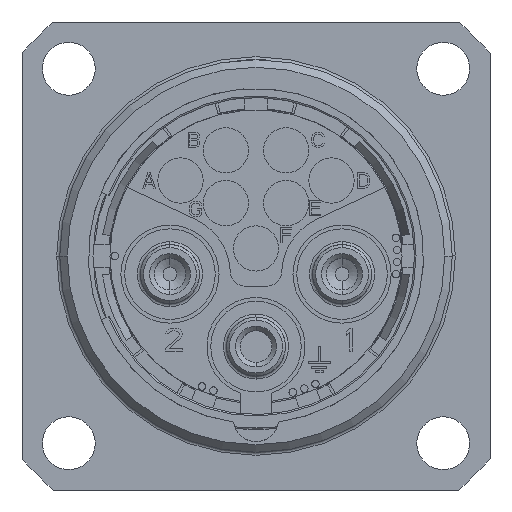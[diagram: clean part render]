
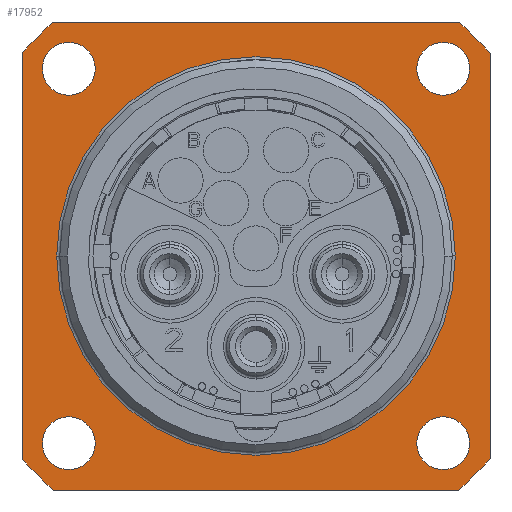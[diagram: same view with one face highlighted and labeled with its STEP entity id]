
A CAD part, left-side view. The second image highlights one B-rep face of the part: STEP entity #17952.
In plain terms, the highlighted planar face has unit normal (-1, 0, 0).
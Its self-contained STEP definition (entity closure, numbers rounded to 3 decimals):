
#84=CARTESIAN_POINT('',(10.8,15.5,-15.5));
#85=DIRECTION('',(1.,0.,0.));
#86=DIRECTION('',(0.,1.,0.));
#87=AXIS2_PLACEMENT_3D('',#84,#85,#86);
#99=CARTESIAN_POINT('',(10.8,15.5,-15.5));
#100=DIRECTION('',(1.,0.,0.));
#101=DIRECTION('',(0.,-1.,0.));
#102=AXIS2_PLACEMENT_3D('',#99,#100,#101);
#112=CARTESIAN_POINT('',(10.8,15.5,-15.5));
#113=DIRECTION('',(-1.,0.,0.));
#114=DIRECTION('',(0.,0.756,-0.654));
#115=AXIS2_PLACEMENT_3D('',#112,#113,#114);
#117=DIRECTION('',(0.,0.,-1.));
#118=VECTOR('',#117,26.833);
#119=CARTESIAN_POINT('',(10.8,31.,-2.084));
#120=LINE('2126',#119,#118);
#121=CARTESIAN_POINT('',(10.8,15.5,-15.5));
#122=DIRECTION('',(-1.,0.,0.));
#123=DIRECTION('',(0.,0.654,0.756));
#124=AXIS2_PLACEMENT_3D('',#121,#122,#123);
#126=DIRECTION('',(0.,1.,0.));
#127=VECTOR('',#126,26.833);
#128=CARTESIAN_POINT('',(10.8,2.084,0.));
#129=LINE('2125',#128,#127);
#130=CARTESIAN_POINT('',(10.8,15.5,-15.5));
#131=DIRECTION('',(-1.,0.,0.));
#132=DIRECTION('',(0.,-0.756,0.654));
#133=AXIS2_PLACEMENT_3D('',#130,#131,#132);
#135=DIRECTION('',(0.,0.,1.));
#136=VECTOR('',#135,26.833);
#137=CARTESIAN_POINT('',(10.8,0.,-28.916));
#138=LINE('2124',#137,#136);
#139=CARTESIAN_POINT('',(10.8,15.5,-15.5));
#140=DIRECTION('',(-1.,0.,0.));
#141=DIRECTION('',(0.,-0.654,-0.756));
#142=AXIS2_PLACEMENT_3D('',#139,#140,#141);
#144=DIRECTION('',(0.,-1.,0.));
#145=VECTOR('',#144,26.833);
#146=CARTESIAN_POINT('',(10.8,28.916,-31.));
#147=LINE('2123',#146,#145);
#148=CARTESIAN_POINT('',(10.8,27.9,-3.1));
#149=DIRECTION('',(1.,0.,0.));
#150=DIRECTION('',(0.,1.,0.));
#151=AXIS2_PLACEMENT_3D('',#148,#149,#150);
#153=CARTESIAN_POINT('',(10.8,27.9,-3.1));
#154=DIRECTION('',(1.,0.,0.));
#155=DIRECTION('',(0.,-1.,0.));
#156=AXIS2_PLACEMENT_3D('',#153,#154,#155);
#158=CARTESIAN_POINT('',(10.8,3.1,-3.1));
#159=DIRECTION('',(1.,0.,0.));
#160=DIRECTION('',(0.,1.,0.));
#161=AXIS2_PLACEMENT_3D('',#158,#159,#160);
#163=CARTESIAN_POINT('',(10.8,3.1,-3.1));
#164=DIRECTION('',(1.,0.,0.));
#165=DIRECTION('',(0.,-1.,0.));
#166=AXIS2_PLACEMENT_3D('',#163,#164,#165);
#168=CARTESIAN_POINT('',(10.8,3.1,-27.9));
#169=DIRECTION('',(1.,0.,0.));
#170=DIRECTION('',(0.,1.,0.));
#171=AXIS2_PLACEMENT_3D('',#168,#169,#170);
#173=CARTESIAN_POINT('',(10.8,3.1,-27.9));
#174=DIRECTION('',(1.,0.,0.));
#175=DIRECTION('',(0.,-1.,0.));
#176=AXIS2_PLACEMENT_3D('',#173,#174,#175);
#178=CARTESIAN_POINT('',(10.8,27.9,-27.9));
#179=DIRECTION('',(1.,0.,0.));
#180=DIRECTION('',(0.,1.,0.));
#181=AXIS2_PLACEMENT_3D('',#178,#179,#180);
#183=CARTESIAN_POINT('',(10.8,27.9,-27.9));
#184=DIRECTION('',(1.,0.,0.));
#185=DIRECTION('',(0.,-1.,0.));
#186=AXIS2_PLACEMENT_3D('',#183,#184,#185);
#14062=CARTESIAN_POINT('',(10.8,28.916,-31.));
#14063=CARTESIAN_POINT('',(10.8,2.084,-31.));
#14064=VERTEX_POINT('',#14062);
#14065=VERTEX_POINT('',#14063);
#14066=CARTESIAN_POINT('',(10.8,0.,-28.916));
#14067=CARTESIAN_POINT('',(10.8,0.,-2.084));
#14068=VERTEX_POINT('',#14066);
#14069=VERTEX_POINT('',#14067);
#14070=CARTESIAN_POINT('',(10.8,2.084,0.));
#14071=CARTESIAN_POINT('',(10.8,28.916,0.));
#14072=VERTEX_POINT('',#14070);
#14073=VERTEX_POINT('',#14071);
#14074=CARTESIAN_POINT('',(10.8,31.,-2.084));
#14075=CARTESIAN_POINT('',(10.8,31.,-28.916));
#14076=VERTEX_POINT('',#14074);
#14077=VERTEX_POINT('',#14075);
#14094=CARTESIAN_POINT('',(10.8,29.65,-3.1));
#14095=CARTESIAN_POINT('',(10.8,26.15,-3.1));
#14096=VERTEX_POINT('',#14094);
#14097=VERTEX_POINT('',#14095);
#14098=CARTESIAN_POINT('',(10.8,4.85,-3.1));
#14099=CARTESIAN_POINT('',(10.8,1.35,-3.1));
#14100=VERTEX_POINT('',#14098);
#14101=VERTEX_POINT('',#14099);
#14102=CARTESIAN_POINT('',(10.8,4.85,-27.9));
#14103=CARTESIAN_POINT('',(10.8,1.35,-27.9));
#14104=VERTEX_POINT('',#14102);
#14105=VERTEX_POINT('',#14103);
#14106=CARTESIAN_POINT('',(10.8,29.65,-27.9));
#14107=CARTESIAN_POINT('',(10.8,26.15,-27.9));
#14108=VERTEX_POINT('',#14106);
#14109=VERTEX_POINT('',#14107);
#14162=CARTESIAN_POINT('',(10.8,2.3,-15.5));
#14163=CARTESIAN_POINT('',(10.8,28.7,-15.5));
#14164=VERTEX_POINT('',#14162);
#14165=VERTEX_POINT('',#14163);
#17901=CARTESIAN_POINT('',(10.8,15.5,-15.5));
#17902=DIRECTION('',(-1.,0.,0.));
#17903=DIRECTION('',(0.,0.,1.));
#17904=AXIS2_PLACEMENT_3D('',#17901,#17902,#17903);
#17905=PLANE('280',#17904);
#17907=ORIENTED_EDGE('2259',*,*,#17906,.F.);
#17909=ORIENTED_EDGE('2126',*,*,#17908,.F.);
#17911=ORIENTED_EDGE('2262',*,*,#17910,.F.);
#17913=ORIENTED_EDGE('2125',*,*,#17912,.F.);
#17915=ORIENTED_EDGE('2261',*,*,#17914,.F.);
#17917=ORIENTED_EDGE('2124',*,*,#17916,.F.);
#17919=ORIENTED_EDGE('2260',*,*,#17918,.F.);
#17921=ORIENTED_EDGE('2123',*,*,#17920,.F.);
#17922=EDGE_LOOP('280',(#17907,#17909,#17911,#17913,#17915,#17917,#17919,
#17921));
#17923=FACE_OUTER_BOUND('280',#17922,.F.);
#17925=ORIENTED_EDGE('2135',*,*,#17924,.F.);
#17927=ORIENTED_EDGE('2136',*,*,#17926,.F.);
#17928=EDGE_LOOP('280',(#17925,#17927));
#17929=FACE_BOUND('280',#17928,.F.);
#17931=ORIENTED_EDGE('2137',*,*,#17930,.F.);
#17933=ORIENTED_EDGE('2138',*,*,#17932,.F.);
#17934=EDGE_LOOP('280',(#17931,#17933));
#17935=FACE_BOUND('280',#17934,.F.);
#17937=ORIENTED_EDGE('2139',*,*,#17936,.F.);
#17939=ORIENTED_EDGE('2140',*,*,#17938,.F.);
#17940=EDGE_LOOP('280',(#17937,#17939));
#17941=FACE_BOUND('280',#17940,.F.);
#17943=ORIENTED_EDGE('2141',*,*,#17942,.F.);
#17945=ORIENTED_EDGE('2142',*,*,#17944,.F.);
#17946=EDGE_LOOP('280',(#17943,#17945));
#17947=FACE_BOUND('280',#17946,.F.);
#17948=ORIENTED_EDGE('2186',*,*,#17869,.F.);
#17949=ORIENTED_EDGE('2188',*,*,#17847,.F.);
#17950=EDGE_LOOP('280',(#17948,#17949));
#17951=FACE_BOUND('280',#17950,.F.);
#88=CIRCLE('2188',#87,13.2);
#103=CIRCLE('2186',#102,13.2);
#116=CIRCLE('2259',#115,20.5);
#125=CIRCLE('2262',#124,20.5);
#134=CIRCLE('2261',#133,20.5);
#143=CIRCLE('2260',#142,20.5);
#152=CIRCLE('2135',#151,1.75);
#157=CIRCLE('2136',#156,1.75);
#162=CIRCLE('2137',#161,1.75);
#167=CIRCLE('2138',#166,1.75);
#172=CIRCLE('2139',#171,1.75);
#177=CIRCLE('2140',#176,1.75);
#182=CIRCLE('2141',#181,1.75);
#187=CIRCLE('2142',#186,1.75);
#17847=EDGE_CURVE('2188',#14165,#14164,#88,.T.);
#17869=EDGE_CURVE('2186',#14164,#14165,#103,.T.);
#17906=EDGE_CURVE('2259',#14077,#14064,#116,.T.);
#17908=EDGE_CURVE('2126',#14076,#14077,#120,.T.);
#17910=EDGE_CURVE('2262',#14073,#14076,#125,.T.);
#17912=EDGE_CURVE('2125',#14072,#14073,#129,.T.);
#17914=EDGE_CURVE('2261',#14069,#14072,#134,.T.);
#17916=EDGE_CURVE('2124',#14068,#14069,#138,.T.);
#17918=EDGE_CURVE('2260',#14065,#14068,#143,.T.);
#17920=EDGE_CURVE('2123',#14064,#14065,#147,.T.);
#17924=EDGE_CURVE('2135',#14096,#14097,#152,.T.);
#17926=EDGE_CURVE('2136',#14097,#14096,#157,.T.);
#17930=EDGE_CURVE('2137',#14100,#14101,#162,.T.);
#17932=EDGE_CURVE('2138',#14101,#14100,#167,.T.);
#17936=EDGE_CURVE('2139',#14104,#14105,#172,.T.);
#17938=EDGE_CURVE('2140',#14105,#14104,#177,.T.);
#17942=EDGE_CURVE('2141',#14108,#14109,#182,.T.);
#17944=EDGE_CURVE('2142',#14109,#14108,#187,.T.);
#17952=ADVANCED_FACE('280',(#17923,#17929,#17935,#17941,#17947,#17951),#17905,
.T.);
